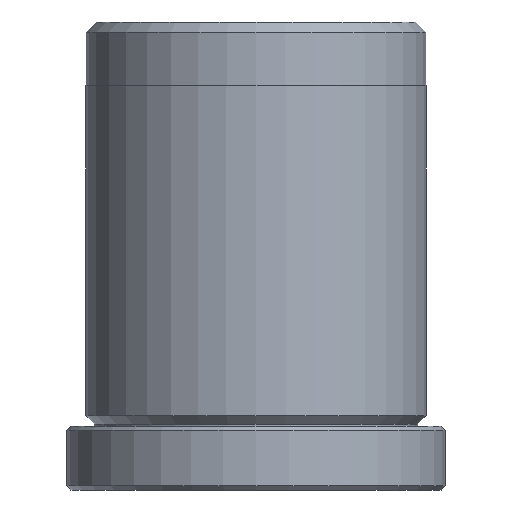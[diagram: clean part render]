
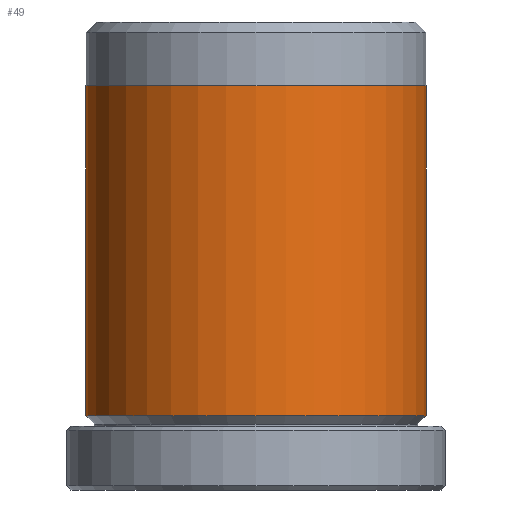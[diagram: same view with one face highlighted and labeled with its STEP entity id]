
A CAD part, front view. The second image highlights one B-rep face of the part: STEP entity #49.
In plain terms, the highlighted cylindrical face has radius 8 mm (diameter 16 mm), a partial arc.
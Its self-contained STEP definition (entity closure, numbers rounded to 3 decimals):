
#49 = ADVANCED_FACE ( 'NONE', ( #1579 ), #553, .T. ) ;
#170 = CARTESIAN_POINT ( 'NONE',  ( -8., 0., 22. ) ) ;
#180 = DIRECTION ( 'NONE',  ( 0., 0., -1. ) ) ;
#245 = VERTEX_POINT ( 'NONE', #1070 ) ;
#288 = ORIENTED_EDGE ( 'NONE', *, *, #2319, .F. ) ;
#332 = AXIS2_PLACEMENT_3D ( 'NONE', #1968, #925, #2155 ) ;
#553 = CYLINDRICAL_SURFACE ( 'NONE', #2174, 8. ) ;
#559 = ORIENTED_EDGE ( 'NONE', *, *, #1636, .F. ) ;
#632 = EDGE_CURVE ( 'NONE', #1269, #2212, #2029, .T. ) ;
#740 = DIRECTION ( 'NONE',  ( 0., 0., -1. ) ) ;
#793 = CARTESIAN_POINT ( 'NONE',  ( -8., 0., 3.5 ) ) ;
#925 = DIRECTION ( 'NONE',  ( 0., 0., 1. ) ) ;
#998 = VECTOR ( 'NONE', #740, 1000. ) ;
#1030 = DIRECTION ( 'NONE',  ( 0., 0., -1. ) ) ;
#1035 = AXIS2_PLACEMENT_3D ( 'NONE', #2075, #1030, #2245 ) ;
#1055 = LINE ( 'NONE', #1806, #998 ) ;
#1070 = CARTESIAN_POINT ( 'NONE',  ( 8., 0., 3.5 ) ) ;
#1269 = VERTEX_POINT ( 'NONE', #1883 ) ;
#1482 = EDGE_LOOP ( 'NONE', ( #2234, #559, #1981, #288 ) ) ;
#1577 = VECTOR ( 'NONE', #180, 1000. ) ;
#1579 = FACE_OUTER_BOUND ( 'NONE', #1482, .T. ) ;
#1596 = VERTEX_POINT ( 'NONE', #1791 ) ;
#1636 = EDGE_CURVE ( 'NONE', #1269, #1596, #1974, .T. ) ;
#1648 = EDGE_CURVE ( 'NONE', #1596, #245, #1055, .T. ) ;
#1791 = CARTESIAN_POINT ( 'NONE',  ( 8., 0., 19. ) ) ;
#1801 = DIRECTION ( 'NONE',  ( -1., 0., 0. ) ) ;
#1806 = CARTESIAN_POINT ( 'NONE',  ( 8., 0., 22. ) ) ;
#1814 = CARTESIAN_POINT ( 'NONE',  ( 0., 0., 22. ) ) ;
#1825 = DIRECTION ( 'NONE',  ( 0., 0., -1. ) ) ;
#1883 = CARTESIAN_POINT ( 'NONE',  ( -8., 0., 19. ) ) ;
#1968 = CARTESIAN_POINT ( 'NONE',  ( 0., 0., 19. ) ) ;
#1974 = CIRCLE ( 'NONE', #332, 8. ) ;
#1981 = ORIENTED_EDGE ( 'NONE', *, *, #632, .T. ) ;
#2029 = LINE ( 'NONE', #170, #1577 ) ;
#2075 = CARTESIAN_POINT ( 'NONE',  ( 0., 0., 3.5 ) ) ;
#2155 = DIRECTION ( 'NONE',  ( 1., 0., 0. ) ) ;
#2174 = AXIS2_PLACEMENT_3D ( 'NONE', #1814, #1825, #1801 ) ;
#2175 = CIRCLE ( 'NONE', #1035, 8. ) ;
#2212 = VERTEX_POINT ( 'NONE', #793 ) ;
#2234 = ORIENTED_EDGE ( 'NONE', *, *, #1648, .F. ) ;
#2245 = DIRECTION ( 'NONE',  ( -1., 0., 0. ) ) ;
#2319 = EDGE_CURVE ( 'NONE', #245, #2212, #2175, .T. ) ;
